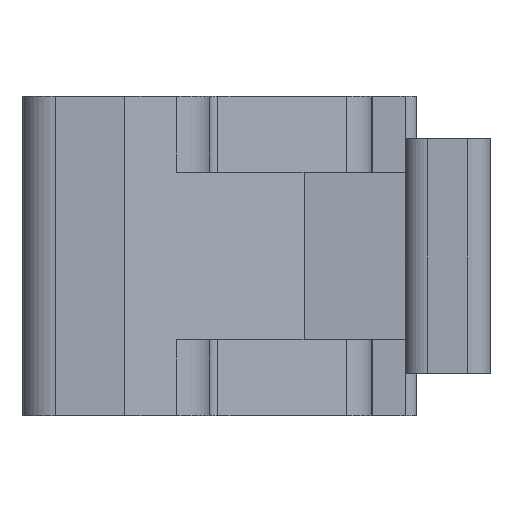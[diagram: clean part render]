
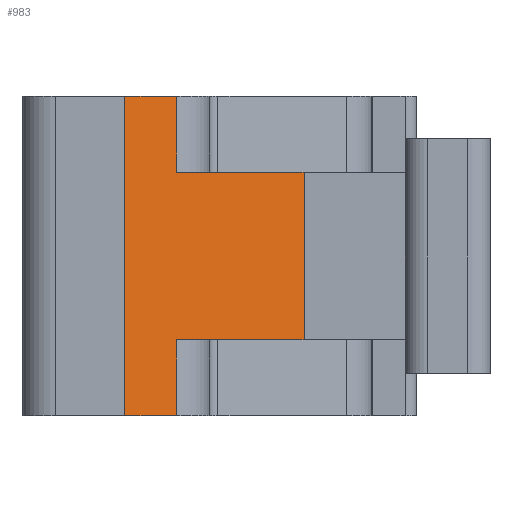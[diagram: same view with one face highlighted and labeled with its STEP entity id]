
A CAD part, left-side view. The second image highlights one B-rep face of the part: STEP entity #983.
In plain terms, the highlighted planar face has unit normal (-0.966, -0.259, 0).
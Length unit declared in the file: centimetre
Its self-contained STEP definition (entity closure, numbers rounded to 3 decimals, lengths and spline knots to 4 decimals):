
#73=CARTESIAN_POINT('',(-6.495,0.1326,7.815));
#74=VERTEX_POINT('',#73);
#83=CARTESIAN_POINT('',(-6.6479,0.7032,7.815));
#84=VERTEX_POINT('',#83);
#85=CARTESIAN_POINT('',(-6.495,0.1326,7.815));
#86=DIRECTION('',(-0.259,0.966,0.0));
#87=VECTOR('',#86,0.5908);
#88=LINE('',#85,#87);
#89=EDGE_CURVE('',#74,#84,#88,.T.);
#797=CARTESIAN_POINT('',(-6.6479,0.7032,8.565));
#798=VERTEX_POINT('',#797);
#799=CARTESIAN_POINT('',(-6.6479,0.7032,8.905));
#800=VERTEX_POINT('',#799);
#801=CARTESIAN_POINT('',(-6.6479,0.7032,8.565));
#802=DIRECTION('',(0.0,0.0,1.0));
#803=VECTOR('',#802,0.34);
#804=LINE('',#801,#803);
#805=EDGE_CURVE('',#798,#800,#804,.T.);
#930=CARTESIAN_POINT('',(-6.4595,0.0,8.005));
#931=DIRECTION('',(-0.966,-0.259,0.0));
#932=DIRECTION('',(0.0,0.0,1.0));
#933=AXIS2_PLACEMENT_3D('',#930,#931,#932);
#934=PLANE('',#933);
#935=ORIENTED_EDGE('',*,*,#805,.T.);
#936=CARTESIAN_POINT('',(-6.71,0.935,8.905));
#937=VERTEX_POINT('',#936);
#938=CARTESIAN_POINT('',(-6.6479,0.7032,8.905));
#939=DIRECTION('',(-0.259,0.966,0.0));
#940=VECTOR('',#939,0.2399);
#941=LINE('',#938,#940);
#942=EDGE_CURVE('',#800,#937,#941,.T.);
#943=ORIENTED_EDGE('',*,*,#942,.T.);
#944=CARTESIAN_POINT('',(-6.71,0.935,7.475));
#945=VERTEX_POINT('',#944);
#946=CARTESIAN_POINT('',(-6.71,0.935,8.905));
#947=DIRECTION('',(0.0,0.0,-1.0));
#948=VECTOR('',#947,1.43);
#949=LINE('',#946,#948);
#950=EDGE_CURVE('',#937,#945,#949,.T.);
#951=ORIENTED_EDGE('',*,*,#950,.T.);
#952=CARTESIAN_POINT('',(-6.6479,0.7032,7.475));
#953=VERTEX_POINT('',#952);
#954=CARTESIAN_POINT('',(-6.6479,0.7032,7.475));
#955=DIRECTION('',(-0.259,0.966,0.0));
#956=VECTOR('',#955,0.2399);
#957=LINE('',#954,#956);
#958=EDGE_CURVE('',#953,#945,#957,.T.);
#959=ORIENTED_EDGE('',*,*,#958,.F.);
#960=CARTESIAN_POINT('',(-6.6479,0.7032,7.815));
#961=DIRECTION('',(0.0,0.0,-1.0));
#962=VECTOR('',#961,0.34);
#963=LINE('',#960,#962);
#964=EDGE_CURVE('',#84,#953,#963,.T.);
#965=ORIENTED_EDGE('',*,*,#964,.F.);
#966=ORIENTED_EDGE('',*,*,#89,.F.);
#967=CARTESIAN_POINT('',(-6.495,0.1326,8.565));
#968=VERTEX_POINT('',#967);
#969=CARTESIAN_POINT('',(-6.495,0.1326,7.815));
#970=DIRECTION('',(0.0,0.0,1.0));
#971=VECTOR('',#970,0.75);
#972=LINE('',#969,#971);
#973=EDGE_CURVE('',#74,#968,#972,.T.);
#974=ORIENTED_EDGE('',*,*,#973,.T.);
#975=CARTESIAN_POINT('',(-6.6479,0.7032,8.565));
#976=DIRECTION('',(0.259,-0.966,0.0));
#977=VECTOR('',#976,0.5908);
#978=LINE('',#975,#977);
#979=EDGE_CURVE('',#798,#968,#978,.T.);
#980=ORIENTED_EDGE('',*,*,#979,.F.);
#981=EDGE_LOOP('',(#935,#943,#951,#959,#965,#966,#974,#980));
#982=FACE_OUTER_BOUND('',#981,.T.);
#983=ADVANCED_FACE('',(#982),#934,.T.);
